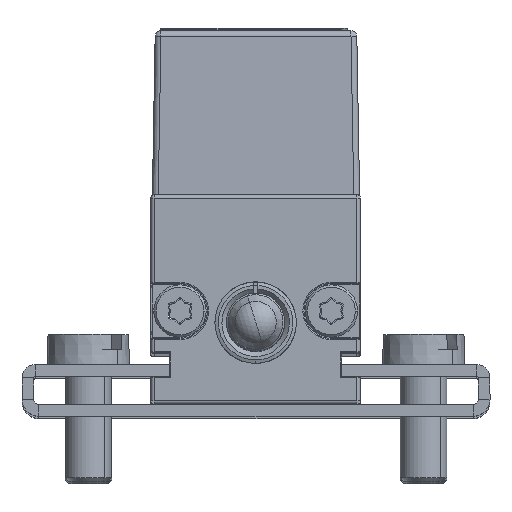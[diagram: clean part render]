
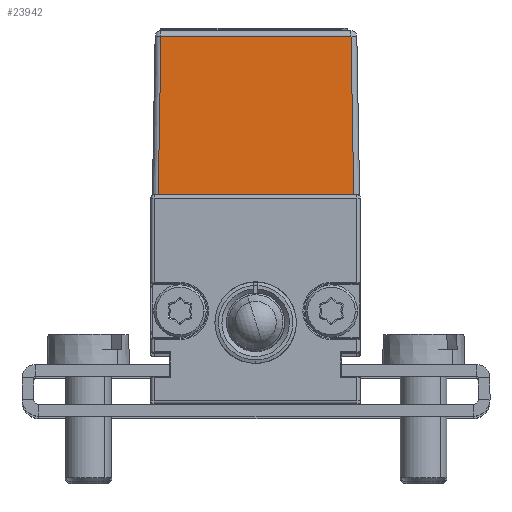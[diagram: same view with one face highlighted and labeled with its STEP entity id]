
A CAD part, top view. The second image highlights one B-rep face of the part: STEP entity #23942.
In plain terms, the highlighted planar face has unit normal (0, 0.018, 1).
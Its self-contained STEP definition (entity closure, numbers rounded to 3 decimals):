
#53 = AXIS2_PLACEMENT_3D ( 'NONE', #18142, #6097, #20122 ) ;
#320 = EDGE_CURVE ( 'NONE', #15094, #21543, #19256, .T. ) ;
#1143 = CARTESIAN_POINT ( 'NONE',  ( 8.421, 18.302, 161.003 ) ) ;
#1208 = VECTOR ( 'NONE', #13480, 1000. ) ;
#1387 = CARTESIAN_POINT ( 'NONE',  ( -8.129, 31.583, 160.771 ) ) ;
#1565 = EDGE_CURVE ( 'NONE', #21543, #5680, #1832, .T. ) ;
#1832 = LINE ( 'NONE', #5478, #1208 ) ;
#2093 = VECTOR ( 'NONE', #14804, 1000. ) ;
#2149 = CARTESIAN_POINT ( 'NONE',  ( -8.868, 31.583, 160.771 ) ) ;
#2183 = DIRECTION ( 'NONE',  ( -1., 0., 0. ) ) ;
#2582 = ORIENTED_EDGE ( 'NONE', *, *, #10075, .T. ) ;
#5478 = CARTESIAN_POINT ( 'NONE',  ( -8.366, 17.991, 161.009 ) ) ;
#5680 = VERTEX_POINT ( 'NONE', #14380 ) ;
#6097 = DIRECTION ( 'NONE',  ( 0., 0.017, 1. ) ) ;
#7275 = CARTESIAN_POINT ( 'NONE',  ( 8.189, 31.583, 160.771 ) ) ;
#8129 = ORIENTED_EDGE ( 'NONE', *, *, #21368, .T. ) ;
#8670 = EDGE_LOOP ( 'NONE', ( #2582, #17446, #9342, #8129 ) ) ;
#9342 = ORIENTED_EDGE ( 'NONE', *, *, #1565, .T. ) ;
#10075 = EDGE_CURVE ( 'NONE', #17309, #15094, #21353, .T. ) ;
#10104 = PLANE ( 'NONE',  #53 ) ;
#12787 = CARTESIAN_POINT ( 'NONE',  ( -8.868, 18., 161.009 ) ) ;
#13480 = DIRECTION ( 'NONE',  ( -0.017, -1., 0.017 ) ) ;
#14380 = CARTESIAN_POINT ( 'NONE',  ( -8.366, 18., 161.009 ) ) ;
#14804 = DIRECTION ( 'NONE',  ( 1., 0., 0. ) ) ;
#15094 = VERTEX_POINT ( 'NONE', #7275 ) ;
#15419 = VECTOR ( 'NONE', #17271, 1000. ) ;
#15863 = CARTESIAN_POINT ( 'NONE',  ( 8.426, 18., 161.009 ) ) ;
#17271 = DIRECTION ( 'NONE',  ( -0.017, 1., -0.017 ) ) ;
#17309 = VERTEX_POINT ( 'NONE', #15863 ) ;
#17446 = ORIENTED_EDGE ( 'NONE', *, *, #320, .T. ) ;
#18142 = CARTESIAN_POINT ( 'NONE',  ( -8.868, 18., 161.009 ) ) ;
#19256 = LINE ( 'NONE', #2149, #24554 ) ;
#20122 = DIRECTION ( 'NONE',  ( 0., -1., 0.017 ) ) ;
#21138 = FACE_OUTER_BOUND ( 'NONE', #8670, .T. ) ;
#21353 = LINE ( 'NONE', #1143, #15419 ) ;
#21368 = EDGE_CURVE ( 'NONE', #5680, #17309, #23503, .T. ) ;
#21543 = VERTEX_POINT ( 'NONE', #1387 ) ;
#23503 = LINE ( 'NONE', #12787, #2093 ) ;
#23942 = ADVANCED_FACE ( 'NONE', ( #21138 ), #10104, .T. ) ;
#24554 = VECTOR ( 'NONE', #2183, 1000. ) ;
